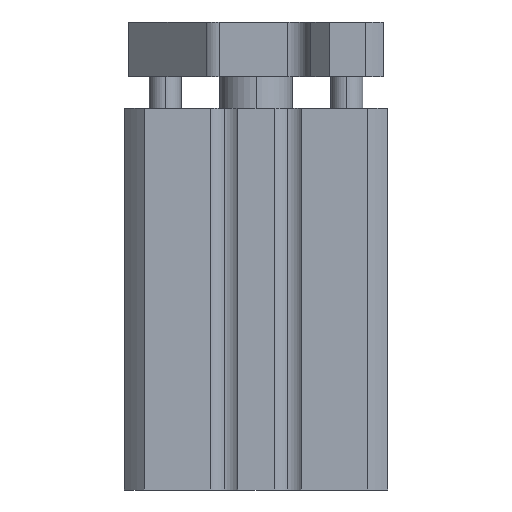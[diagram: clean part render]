
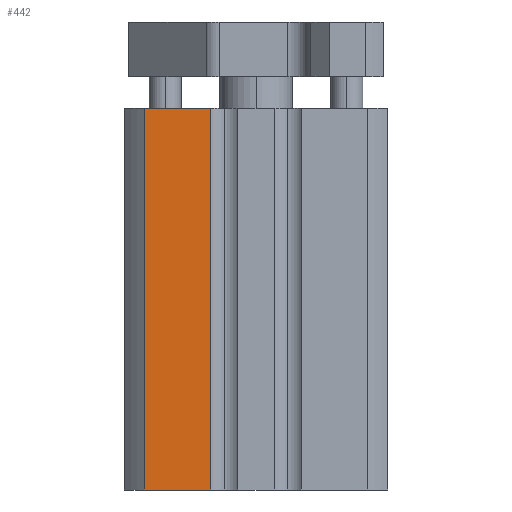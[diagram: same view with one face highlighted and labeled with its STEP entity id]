
A CAD part, left-side view. The second image highlights one B-rep face of the part: STEP entity #442.
In plain terms, the highlighted planar face has unit normal (-1, 0, 0).
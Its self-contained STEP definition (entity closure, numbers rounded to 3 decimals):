
#442=ADVANCED_FACE('',(#950),#951,.T.);
#950=FACE_OUTER_BOUND('',#1532,.T.);
#951=PLANE('',#1533);
#1532=EDGE_LOOP('',(#2638,#2639,#2640,#2641));
#1533=AXIS2_PLACEMENT_3D('',#2642,#2643,#2644);
#2638=ORIENTED_EDGE('',*,*,#3720,.T.);
#2639=ORIENTED_EDGE('',*,*,#3721,.T.);
#2640=ORIENTED_EDGE('',*,*,#3722,.T.);
#2641=ORIENTED_EDGE('',*,*,#3684,.T.);
#2642=CARTESIAN_POINT('',(-14.5,-14.5,62.012));
#2643=DIRECTION('',(-1.0,0.0,0.0));
#2644=DIRECTION('',(0.0,0.0,1.0));
#3684=EDGE_CURVE('',#4445,#4443,#4446,.T.);
#3720=EDGE_CURVE('',#4443,#4509,#4510,.T.);
#3721=EDGE_CURVE('',#4509,#4511,#4512,.T.);
#3722=EDGE_CURVE('',#4511,#4445,#4513,.T.);
#4443=VERTEX_POINT('',#5494);
#4445=VERTEX_POINT('',#5496);
#4446=LINE('',#5497,#5498);
#4509=VERTEX_POINT('',#5575);
#4510=LINE('',#5576,#5577);
#4511=VERTEX_POINT('',#5578);
#4512=LINE('',#5579,#5580);
#4513=LINE('',#5581,#5582);
#5494=CARTESIAN_POINT('',(-14.5,12.278,-21.0));
#5496=CARTESIAN_POINT('',(-14.5,12.278,21.0));
#5497=CARTESIAN_POINT('',(-14.5,12.278,-21.0));
#5498=VECTOR('',#6503,1.0);
#5575=CARTESIAN_POINT('',(-14.5,5.0,-21.0));
#5576=CARTESIAN_POINT('',(-14.5,-14.5,-21.0));
#5577=VECTOR('',#6563,1.0);
#5578=CARTESIAN_POINT('',(-14.5,5.0,21.0));
#5579=CARTESIAN_POINT('',(-14.5,5.0,-21.0));
#5580=VECTOR('',#6564,1.0);
#5581=CARTESIAN_POINT('',(-14.5,-14.5,21.0));
#5582=VECTOR('',#6565,1.0);
#6503=DIRECTION('',(0.0,0.0,-1.0));
#6563=DIRECTION('',(0.0,-1.0,0.0));
#6564=DIRECTION('',(0.0,0.0,1.0));
#6565=DIRECTION('',(0.0,1.0,0.0));
